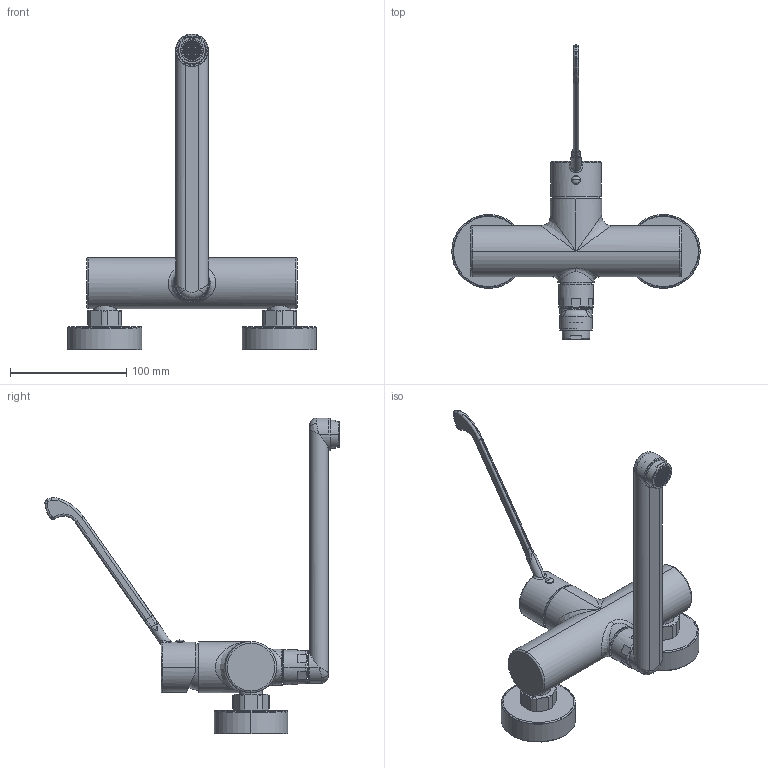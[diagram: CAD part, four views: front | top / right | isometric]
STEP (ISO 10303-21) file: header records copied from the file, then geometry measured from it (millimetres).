
FILE_DESCRIPTION((''),'2;1');
FILE_NAME('RED302CR','2021-11-08T16:46:18',('ut3'),('PAFFONI SpA'),'CREO PARAMETRIC BY PTC INC, 2020044','CREO PARAMETRIC BY PTC INC, 2020044','');
FILE_SCHEMA(('CONFIG_CONTROL_DESIGN','SHAPE_APPEARANCE_LAYERS_GROUPS'));
Length unit declared in the file: millimetre
Products named in the file (1): RED302CR
Bounding box: 213.5 x 252.78 x 271.5 mm (x, y, z)
Volume: 223107.5 mm3; surface area: 176537.7 mm2
Topology: 3 solids, 3 shells, 3016 faces, 8580 edges, 5538 vertices
Faces by surface type: plane 2184, cylinder 471, torus 149, cone 98, bspline 80, sphere 34
Entity records: 116325 total; most frequent: CARTESIAN_POINT 24532, ORIENTED_EDGE 17136, DIRECTION 16221, EDGE_CURVE 8568, VERTEX_POINT 5538, AXIS2_PLACEMENT_3D 5410, VECTOR 5401, LINE 5401
